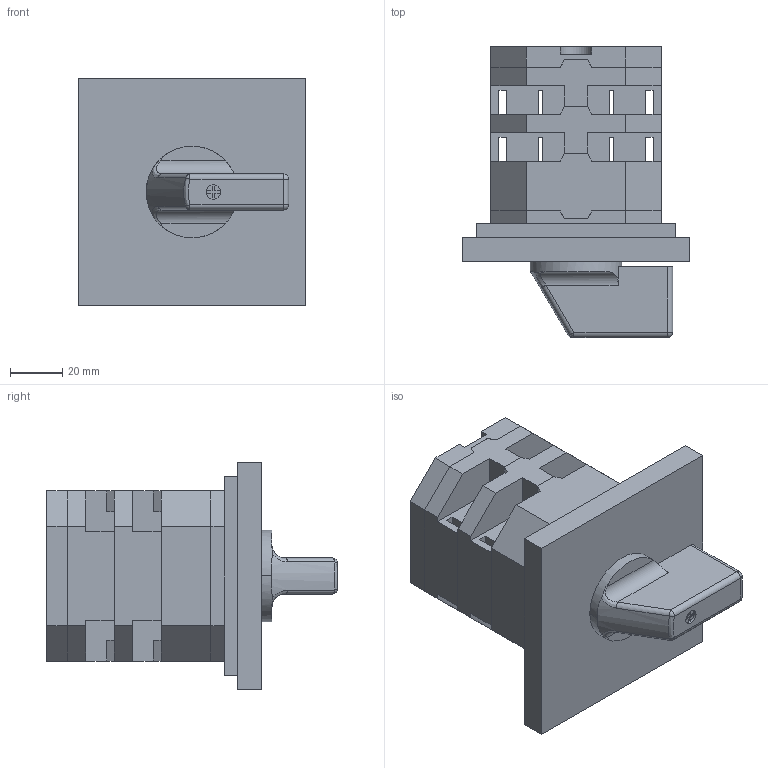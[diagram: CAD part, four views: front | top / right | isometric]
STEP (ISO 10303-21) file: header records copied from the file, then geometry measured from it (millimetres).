
FILE_DESCRIPTION (( 'STEP AP203' ), '1' );
FILE_NAME ('OptiSwitch 4G40,63,80,100 ( 2 ïàêåòà).STEP', '2015-12-11T07:37:12', ( '' ), ( '' ), 'SwSTEP 2.0', 'SolidWorks 2012', '' );
FILE_SCHEMA (( 'CONFIG_CONTROL_DESIGN' ));
Length unit declared in the file: millimetre
Products named in the file (7): OptiSwitch 4G40,63,80,100 ( 2 櫡耪蠉); Ðóêîÿòêà 214(2); 5; 4; 3; êàìåðà êîíòàêòíàÿ; äíî
Assembly tree (7 placements, depth 2):
  OptiSwitch 4G40,63,80,100 ( 2 櫡耪蠉)
    äíî
    êàìåðà êîíòàêòíàÿ  x2
    3
    4
    5
    Ðóêîÿòêà 214(2)
Bounding box: 87 x 111.1 x 87 mm (x, y, z)
Volume: 252705.2 mm3; surface area: 98590.5 mm2
Topology: 7 solids, 7 shells, 408 faces, 1105 edges, 728 vertices
Faces by surface type: plane 316, cylinder 85, sphere 4, bspline 3
Entity records: 11582 total; most frequent: CARTESIAN_POINT 2176, ORIENTED_EDGE 1806, DIRECTION 1756, EDGE_CURVE 903, VECTOR 712, LINE 712, VERTEX_POINT 596, AXIS2_PLACEMENT_3D 522
